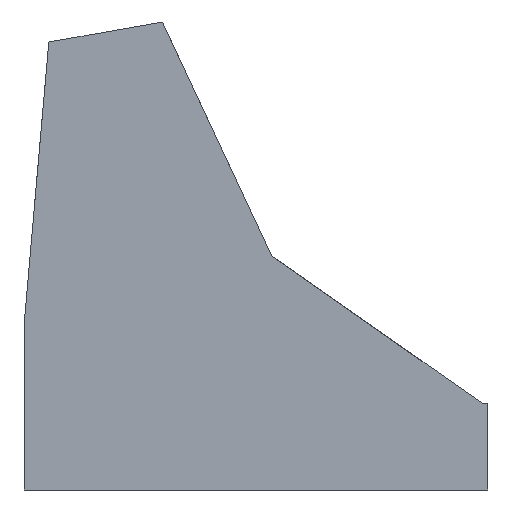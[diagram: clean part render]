
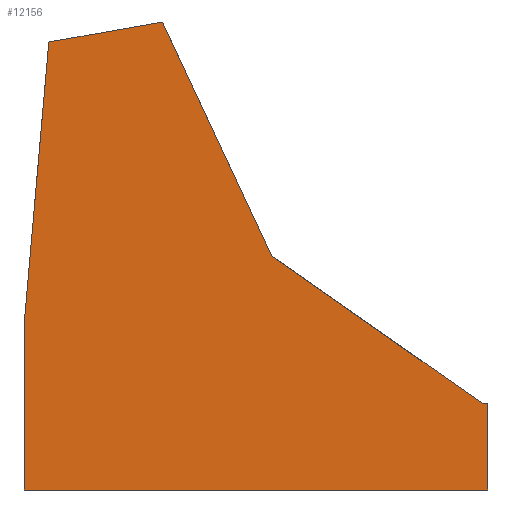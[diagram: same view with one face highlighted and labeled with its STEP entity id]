
A CAD part, left-side view. The second image highlights one B-rep face of the part: STEP entity #12156.
In plain terms, the highlighted planar face has unit normal (-1, 0, 0).
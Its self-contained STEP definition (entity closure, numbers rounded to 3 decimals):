
#561=CARTESIAN_POINT('',(-5.994,254.905,54.475));
#562=VERTEX_POINT('',#561);
#569=CARTESIAN_POINT('',(-5.994,241.884,203.303));
#570=VERTEX_POINT('',#569);
#571=CARTESIAN_POINT('',(-5.994,241.884,203.303));
#572=DIRECTION('',(0.,0.087,-0.996));
#573=VECTOR('',#572,149.396);
#574=LINE('',#571,#573);
#575=EDGE_CURVE('',#570,#562,#574,.T.);
#10268=CARTESIAN_POINT('',(-5.994,9.617,12.205));
#10269=VERTEX_POINT('',#10268);
#10276=CARTESIAN_POINT('',(-5.994,9.617,-33.668));
#10277=VERTEX_POINT('',#10276);
#10278=CARTESIAN_POINT('',(-5.994,9.617,12.205));
#10279=DIRECTION('',(0.,0.,-1.));
#10280=VECTOR('',#10279,45.873);
#10281=LINE('',#10278,#10280);
#10282=EDGE_CURVE('',#10269,#10277,#10281,.T.);
#10316=CARTESIAN_POINT('',(-5.994,12.617,12.205));
#10317=VERTEX_POINT('',#10316);
#10324=CARTESIAN_POINT('',(-5.994,9.617,12.205));
#10325=DIRECTION('',(0.,1.,0.));
#10326=VECTOR('',#10325,3.);
#10327=LINE('',#10324,#10326);
#10328=EDGE_CURVE('',#10269,#10317,#10327,.T.);
#10386=CARTESIAN_POINT('',(-5.994,181.704,213.914));
#10387=VERTEX_POINT('',#10386);
#10388=CARTESIAN_POINT('',(-5.994,181.704,213.914));
#10389=DIRECTION('',(0.,0.985,-0.174));
#10390=VECTOR('',#10389,61.109);
#10391=LINE('',#10388,#10390);
#10392=EDGE_CURVE('',#10387,#570,#10391,.T.);
#11254=CARTESIAN_POINT('',(-5.994,254.905,-33.668));
#11255=VERTEX_POINT('',#11254);
#11262=CARTESIAN_POINT('',(-5.994,254.905,54.475));
#11263=DIRECTION('',(0.,0.,-1.));
#11264=VECTOR('',#11263,88.143);
#11265=LINE('',#11262,#11264);
#11266=EDGE_CURVE('',#562,#11255,#11265,.T.);
#11306=CARTESIAN_POINT('',(-5.994,124.019,90.21));
#11307=VERTEX_POINT('',#11306);
#11314=CARTESIAN_POINT('',(-5.994,12.617,12.205));
#11315=DIRECTION('',(0.,0.819,0.574));
#11316=VECTOR('',#11315,135.998);
#11317=LINE('',#11314,#11316);
#11318=EDGE_CURVE('',#10317,#11307,#11317,.T.);
#11344=CARTESIAN_POINT('',(-5.994,124.019,90.21));
#11345=DIRECTION('',(0.,0.423,0.906));
#11346=VECTOR('',#11345,136.492);
#11347=LINE('',#11344,#11346);
#11348=EDGE_CURVE('',#11307,#10387,#11347,.T.);
#11360=CARTESIAN_POINT('',(-5.994,254.905,-33.668));
#11361=DIRECTION('',(0.,-1.,0.));
#11362=VECTOR('',#11361,245.289);
#11363=LINE('',#11360,#11362);
#11364=EDGE_CURVE('',#11255,#10277,#11363,.T.);
#12141=CARTESIAN_POINT('',(-5.994,133.761,89.898));
#12142=DIRECTION('',(1.,0.,0.));
#12143=DIRECTION('',(0.,0.,-1.));
#12144=AXIS2_PLACEMENT_3D('',#12141,#12142,#12143);
#12145=PLANE('',#12144);
#12146=ORIENTED_EDGE('',*,*,#575,.T.);
#12147=ORIENTED_EDGE('',*,*,#11266,.T.);
#12148=ORIENTED_EDGE('',*,*,#11364,.T.);
#12149=ORIENTED_EDGE('',*,*,#10282,.F.);
#12150=ORIENTED_EDGE('',*,*,#10328,.T.);
#12151=ORIENTED_EDGE('',*,*,#11318,.T.);
#12152=ORIENTED_EDGE('',*,*,#11348,.T.);
#12153=ORIENTED_EDGE('',*,*,#10392,.T.);
#12154=EDGE_LOOP('',(#12146,#12147,#12148,#12149,#12150,#12151,#12152,#12153));
#12155=FACE_BOUND('',#12154,.T.);
#12156=ADVANCED_FACE('',(#12155),#12145,.F.);
